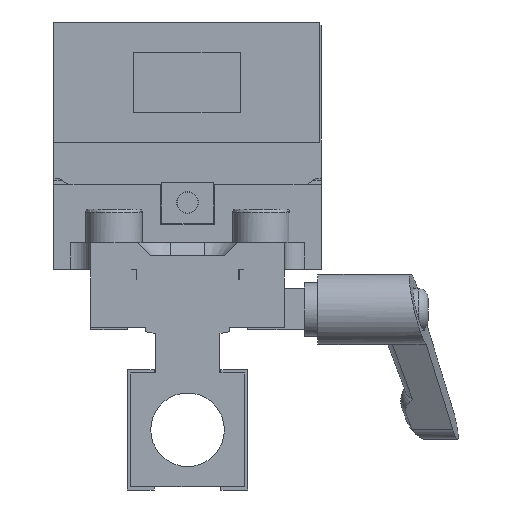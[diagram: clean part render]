
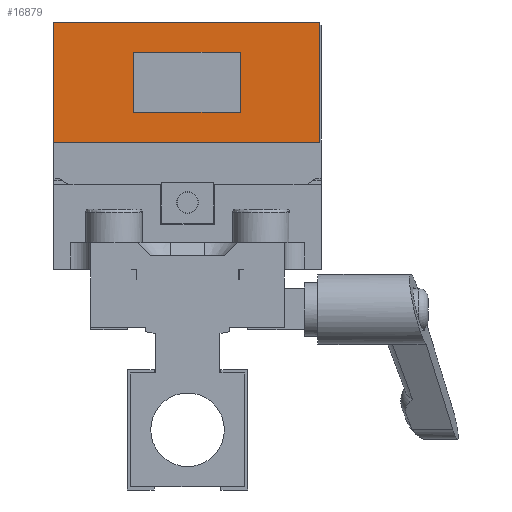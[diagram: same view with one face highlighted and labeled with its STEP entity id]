
A CAD part, front view. The second image highlights one B-rep face of the part: STEP entity #16879.
In plain terms, the highlighted planar face has unit normal (0, -1, 0).
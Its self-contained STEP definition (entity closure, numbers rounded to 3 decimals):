
#2181=ORIENTED_EDGE('',*,*,#5180,.F.);
#2182=ORIENTED_EDGE('',*,*,#5179,.F.);
#2183=ORIENTED_EDGE('',*,*,#5176,.F.);
#2184=ORIENTED_EDGE('',*,*,#5175,.F.);
#2185=ORIENTED_EDGE('',*,*,#5320,.F.);
#2186=ORIENTED_EDGE('',*,*,#5321,.F.);
#2187=ORIENTED_EDGE('',*,*,#5267,.T.);
#2188=ORIENTED_EDGE('',*,*,#5318,.T.);
#5175=EDGE_CURVE('',#6784,#6783,#7828,.T.);
#5176=EDGE_CURVE('',#6783,#6785,#7829,.T.);
#5179=EDGE_CURVE('',#6785,#6786,#7832,.T.);
#5180=EDGE_CURVE('',#6786,#6784,#7833,.T.);
#5267=EDGE_CURVE('',#6843,#6842,#7907,.T.);
#5318=EDGE_CURVE('',#6842,#6880,#7938,.T.);
#5320=EDGE_CURVE('',#6882,#6880,#7940,.T.);
#5321=EDGE_CURVE('',#6843,#6882,#7941,.T.);
#6783=VERTEX_POINT('',#23641);
#6784=VERTEX_POINT('',#23643);
#6785=VERTEX_POINT('',#23647);
#6786=VERTEX_POINT('',#23651);
#6842=VERTEX_POINT('',#23879);
#6843=VERTEX_POINT('',#23881);
#6880=VERTEX_POINT('',#24010);
#6882=VERTEX_POINT('',#24016);
#7828=LINE('',#23644,#8872);
#7829=LINE('',#23646,#8873);
#7832=LINE('',#23652,#8876);
#7833=LINE('',#23654,#8877);
#7907=LINE('',#23880,#8951);
#7938=LINE('',#24012,#8982);
#7940=LINE('',#24015,#8984);
#7941=LINE('',#24017,#8985);
#8872=VECTOR('',#19689,1000.);
#8873=VECTOR('',#19692,1000.);
#8876=VECTOR('',#19697,1000.);
#8877=VECTOR('',#19700,1000.);
#8951=VECTOR('',#19846,1000.);
#8982=VECTOR('',#19941,1000.);
#8984=VECTOR('',#19945,1000.);
#8985=VECTOR('',#19946,1000.);
#9831=EDGE_LOOP('',(#2181,#2182,#2183,#2184));
#9832=EDGE_LOOP('',(#2185,#2186,#2187,#2188));
#10689=FACE_BOUND('',#9831,.T.);
#10690=FACE_BOUND('',#9832,.T.);
#11432=PLANE('',#17810);
#16879=ADVANCED_FACE('',(#10689,#10690),#11432,.T.);
#17810=AXIS2_PLACEMENT_3D('',#24014,#19943,#19944);
#19689=DIRECTION('',(0.,0.,1.));
#19692=DIRECTION('',(-1.,0.,0.));
#19697=DIRECTION('',(0.,0.,-1.));
#19700=DIRECTION('',(1.,0.,0.));
#19846=DIRECTION('',(0.,0.,1.));
#19941=DIRECTION('',(-1.,0.,0.));
#19943=DIRECTION('',(0.,-1.,0.));
#19944=DIRECTION('',(0.,0.,-1.));
#19945=DIRECTION('',(0.,0.,1.));
#19946=DIRECTION('',(-1.,0.,0.));
#23641=CARTESIAN_POINT('',(7.9,65.172,56.5));
#23643=CARTESIAN_POINT('',(7.9,65.172,47.5));
#23644=CARTESIAN_POINT('',(7.9,65.172,43.));
#23646=CARTESIAN_POINT('',(19.9,65.172,56.5));
#23647=CARTESIAN_POINT('',(-8.1,65.172,56.5));
#23651=CARTESIAN_POINT('',(-8.1,65.172,47.5));
#23652=CARTESIAN_POINT('',(-8.1,65.172,43.));
#23654=CARTESIAN_POINT('',(19.9,65.172,47.5));
#23879=CARTESIAN_POINT('',(19.8,65.172,61.));
#23880=CARTESIAN_POINT('',(19.8,65.172,43.));
#23881=CARTESIAN_POINT('',(19.8,65.172,43.));
#24010=CARTESIAN_POINT('',(-20.,65.172,61.));
#24012=CARTESIAN_POINT('',(19.9,65.172,61.));
#24014=CARTESIAN_POINT('',(19.9,65.172,43.));
#24015=CARTESIAN_POINT('',(-20.,65.172,43.));
#24016=CARTESIAN_POINT('',(-20.,65.172,43.));
#24017=CARTESIAN_POINT('',(19.9,65.172,43.));
